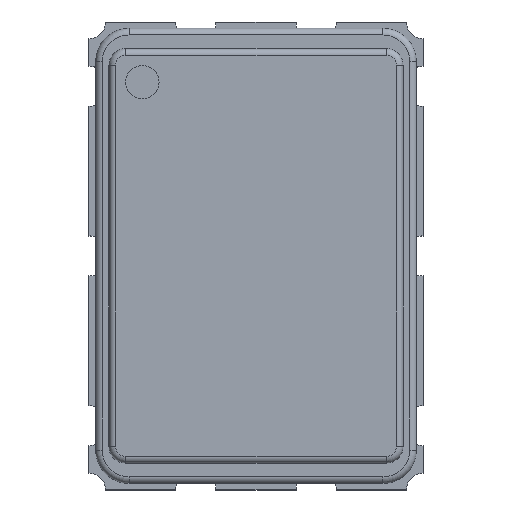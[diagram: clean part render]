
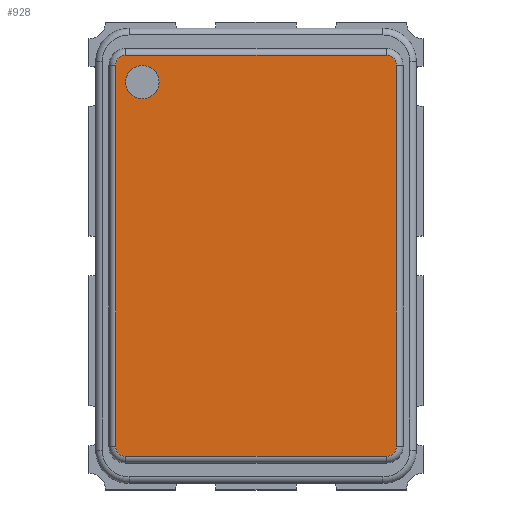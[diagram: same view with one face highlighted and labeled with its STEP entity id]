
A CAD part, top view. The second image highlights one B-rep face of the part: STEP entity #928.
In plain terms, the highlighted planar face has unit normal (0, 0, 1).
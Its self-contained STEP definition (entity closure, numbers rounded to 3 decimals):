
#574=CARTESIAN_POINT('',(-1.7,2.85,1.9));
#575=VERTEX_POINT('',#574);
#584=CARTESIAN_POINT('',(-1.7,2.35,1.9));
#585=VERTEX_POINT('',#584);
#586=CARTESIAN_POINT('',(-1.7,2.6,1.9));
#587=DIRECTION('',(0.0,0.0,-1.0));
#588=DIRECTION('',(0.0,1.0,0.0));
#589=AXIS2_PLACEMENT_3D('',#586,#587,#588);
#590=CIRCLE('',#589,0.25);
#591=EDGE_CURVE('',#585,#575,#590,.T.);
#625=CARTESIAN_POINT('',(-1.7,2.6,1.9));
#626=DIRECTION('',(0.0,0.0,-1.0));
#627=DIRECTION('',(0.0,1.0,0.0));
#628=AXIS2_PLACEMENT_3D('',#625,#626,#627);
#629=CIRCLE('',#628,0.25);
#630=EDGE_CURVE('',#575,#585,#629,.T.);
#650=CARTESIAN_POINT('',(-1.95,-3.0,1.9));
#651=VERTEX_POINT('',#650);
#669=CARTESIAN_POINT('',(1.95,-3.0,1.9));
#670=VERTEX_POINT('',#669);
#678=CARTESIAN_POINT('',(1.95,-3.0,1.9));
#679=DIRECTION('',(-1.0,0.0,0.0));
#680=VECTOR('',#679,3.9);
#681=LINE('',#678,#680);
#682=EDGE_CURVE('',#670,#651,#681,.T.);
#692=CARTESIAN_POINT('',(-2.1,-2.85,1.9));
#693=VERTEX_POINT('',#692);
#711=CARTESIAN_POINT('',(-1.95,-2.85,1.9));
#712=DIRECTION('',(0.0,0.0,-1.0));
#713=DIRECTION('',(-0.707,-0.707,0.0));
#714=AXIS2_PLACEMENT_3D('',#711,#712,#713);
#715=CIRCLE('',#714,0.15);
#716=EDGE_CURVE('',#651,#693,#715,.T.);
#736=CARTESIAN_POINT('',(2.1,-2.85,1.9));
#737=VERTEX_POINT('',#736);
#745=CARTESIAN_POINT('',(1.95,-2.85,1.9));
#746=DIRECTION('',(0.0,0.0,-1.0));
#747=DIRECTION('',(0.707,-0.707,0.0));
#748=AXIS2_PLACEMENT_3D('',#745,#746,#747);
#749=CIRCLE('',#748,0.15);
#750=EDGE_CURVE('',#737,#670,#749,.T.);
#760=CARTESIAN_POINT('',(-2.1,2.85,1.9));
#761=VERTEX_POINT('',#760);
#778=CARTESIAN_POINT('',(-2.1,-2.85,1.9));
#779=DIRECTION('',(0.0,1.0,0.0));
#780=VECTOR('',#779,5.7);
#781=LINE('',#778,#780);
#782=EDGE_CURVE('',#693,#761,#781,.T.);
#801=CARTESIAN_POINT('',(2.1,2.85,1.9));
#802=VERTEX_POINT('',#801);
#810=CARTESIAN_POINT('',(2.1,2.85,1.9));
#811=DIRECTION('',(0.0,-1.0,0.0));
#812=VECTOR('',#811,5.7);
#813=LINE('',#810,#812);
#814=EDGE_CURVE('',#802,#737,#813,.T.);
#824=CARTESIAN_POINT('',(-1.95,3.0,1.9));
#825=VERTEX_POINT('',#824);
#843=CARTESIAN_POINT('',(-1.95,2.85,1.9));
#844=DIRECTION('',(0.0,0.0,-1.0));
#845=DIRECTION('',(-0.707,0.707,0.0));
#846=AXIS2_PLACEMENT_3D('',#843,#844,#845);
#847=CIRCLE('',#846,0.15);
#848=EDGE_CURVE('',#761,#825,#847,.T.);
#868=CARTESIAN_POINT('',(1.95,3.0,1.9));
#869=VERTEX_POINT('',#868);
#877=CARTESIAN_POINT('',(1.95,2.85,1.9));
#878=DIRECTION('',(0.0,0.0,-1.0));
#879=DIRECTION('',(0.707,0.707,0.0));
#880=AXIS2_PLACEMENT_3D('',#877,#878,#879);
#881=CIRCLE('',#880,0.15);
#882=EDGE_CURVE('',#869,#802,#881,.T.);
#900=CARTESIAN_POINT('',(-1.95,3.0,1.9));
#901=DIRECTION('',(1.0,0.0,0.0));
#902=VECTOR('',#901,3.9);
#903=LINE('',#900,#902);
#904=EDGE_CURVE('',#825,#869,#903,.T.);
#909=CARTESIAN_POINT('',(0.,0.,1.9));
#910=DIRECTION('',(0.0,0.0,1.0));
#911=DIRECTION('',(1.0,0.0,0.0));
#912=AXIS2_PLACEMENT_3D('',#909,#910,#911);
#913=PLANE('',#912);
#914=ORIENTED_EDGE('',*,*,#682,.F.);
#915=ORIENTED_EDGE('',*,*,#750,.F.);
#916=ORIENTED_EDGE('',*,*,#814,.F.);
#917=ORIENTED_EDGE('',*,*,#882,.F.);
#918=ORIENTED_EDGE('',*,*,#904,.F.);
#919=ORIENTED_EDGE('',*,*,#848,.F.);
#920=ORIENTED_EDGE('',*,*,#782,.F.);
#921=ORIENTED_EDGE('',*,*,#716,.F.);
#922=EDGE_LOOP('',(#914,#915,#916,#917,#918,#919,#920,#921));
#923=FACE_OUTER_BOUND('',#922,.T.);
#924=ORIENTED_EDGE('',*,*,#591,.T.);
#925=ORIENTED_EDGE('',*,*,#630,.T.);
#926=EDGE_LOOP('',(#924,#925));
#927=FACE_BOUND('',#926,.T.);
#928=ADVANCED_FACE('',(#923,#927),#913,.T.);
